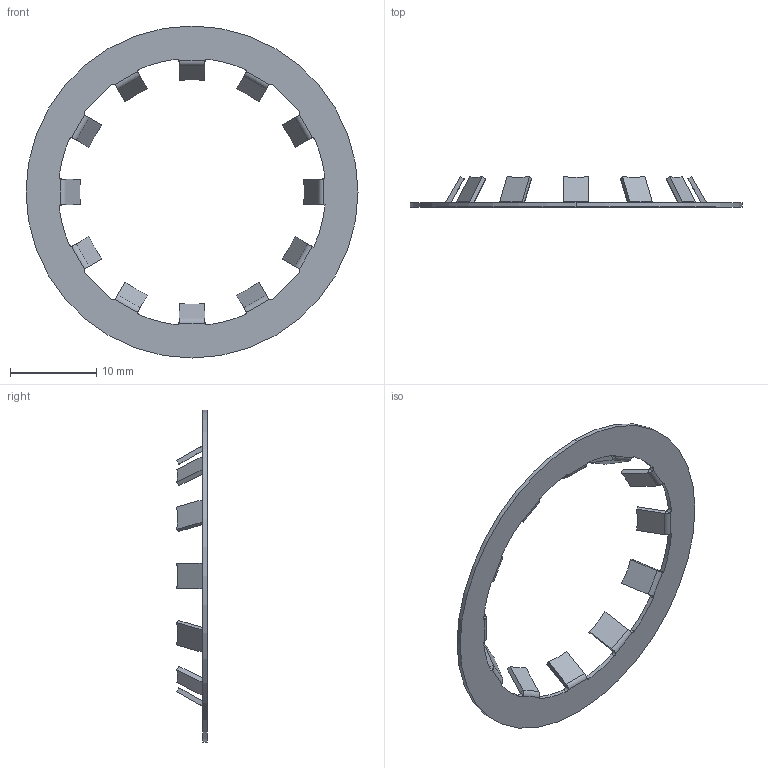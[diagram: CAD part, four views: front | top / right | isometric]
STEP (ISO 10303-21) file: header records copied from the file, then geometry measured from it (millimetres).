
FILE_DESCRIPTION (( 'STEP AP203' ), '1' );
FILE_NAME ('R216.025.000.STEP', '2015-06-09T11:39:39', ( '' ), ( '' ), 'SwSTEP 2.0', 'SolidWorks 2012', '' );
FILE_SCHEMA (( 'CONFIG_CONTROL_DESIGN' ));
Length unit declared in the file: millimetre
Products named in the file (1): R216.025.000
Bounding box: 38.5 x 3.52 x 38.5 mm (x, y, z)
Volume: 277.1 mm3; surface area: 1264.2 mm2
Topology: 1 solids, 1 shells, 156 faces, 410 edges, 256 vertices
Faces by surface type: cylinder 80, plane 76
Entity records: 4963 total; most frequent: CARTESIAN_POINT 1007, DIRECTION 832, ORIENTED_EDGE 820, EDGE_CURVE 410, AXIS2_PLACEMENT_3D 313, VERTEX_POINT 256, VECTOR 206, LINE 206
